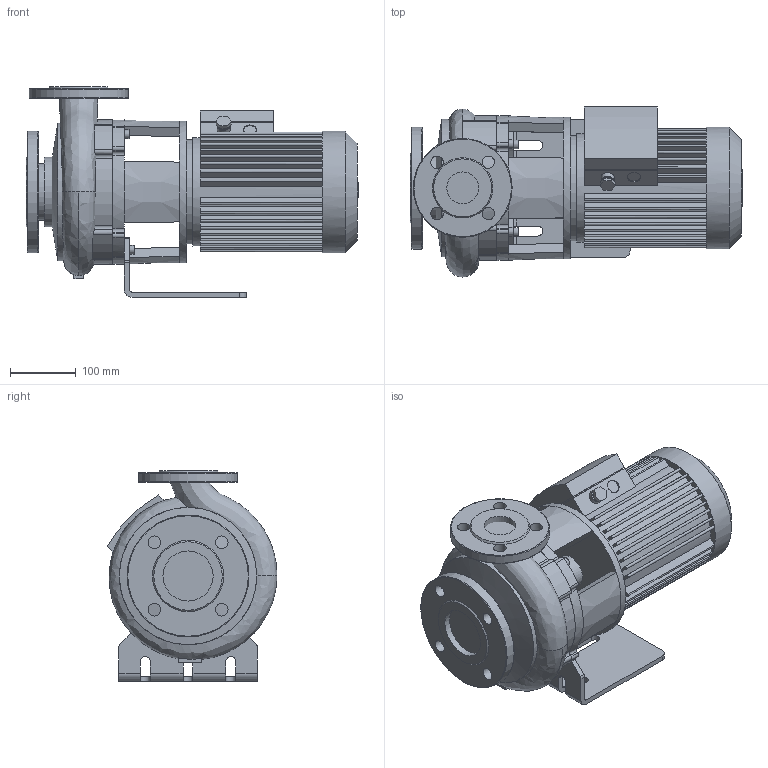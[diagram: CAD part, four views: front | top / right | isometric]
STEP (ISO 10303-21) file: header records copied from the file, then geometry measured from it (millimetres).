
FILE_DESCRIPTION(/* description */ (''),/* implementation_level */ '2;1');
FILE_NAME(/* name */ '3d_BL40_150-0_55_4-2089384.stp',/* time_stamp */ '2017-11-06T15:08:07+01:00',/* author */ ('Andrzej'),/* organization */ (''),/* preprocessor_version */ 'ST-DEVELOPER v16.13',/* originating_system */ 'AutoCAD Mechanical',/* authorisation */ '');
FILE_SCHEMA (('AUTOMOTIVE_DESIGN { 1 0 10303 214 3 1 1 }'));
Length unit declared in the file: millimetre
Products named in the file (1): Product
Bounding box: 504 x 258 x 320 mm (x, y, z)
Volume: 13496755.2 mm3; surface area: 949578.1 mm2
Topology: 9 solids, 9 shells, 482 faces, 1298 edges, 840 vertices
Faces by surface type: plane 285, cylinder 149, bspline 28, cone 12, torus 8
Full cylindrical faces by diameter (mm): 9 x4, 13 x4, 16 x1, 19 x8, 20 x4, 48.3 x1, 50 x1, 76.1 x1, 86.1 x1, 106.1 x1, 150 x1, 160 x1, 165 x1, 185 x2, 208.36 x1, 215 x1
Entity records: 17784 total; most frequent: CARTESIAN_POINT 5664, DIRECTION 2530, ORIENTED_EDGE 2488, EDGE_CURVE 1244, AXIS2_PLACEMENT_3D 916, VERTEX_POINT 831, LINE 698, VECTOR 698
